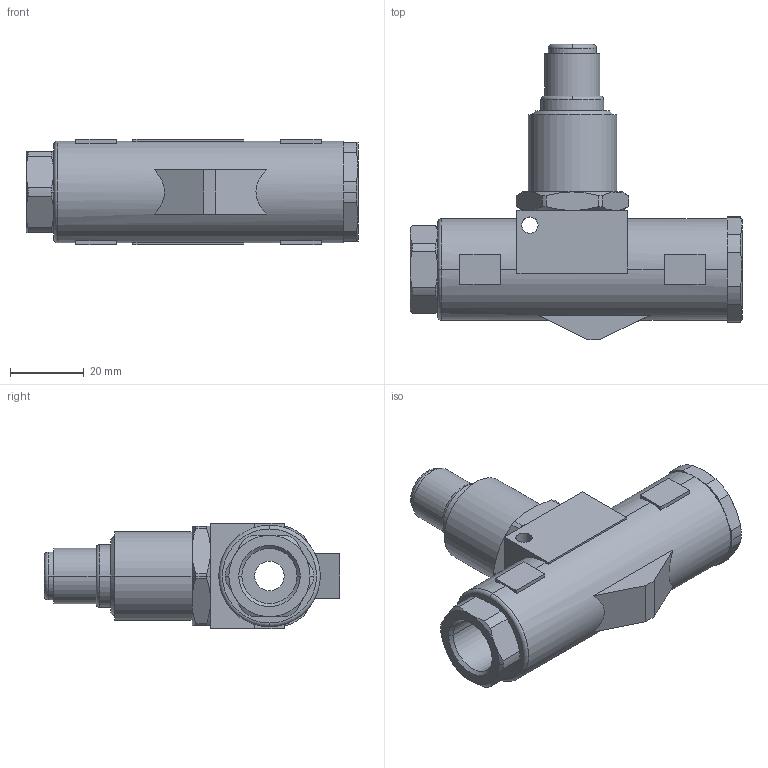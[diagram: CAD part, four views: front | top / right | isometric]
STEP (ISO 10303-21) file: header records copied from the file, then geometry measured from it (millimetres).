
FILE_DESCRIPTION(('STEP AP214'),'1');
FILE_NAME('7416_17_17.stp','2016-07-07T14:31:21',('TraceParts'),('TraceParts S.A.'),'Spatial InterOp 3D',' ',' ');
FILE_SCHEMA(('automotive_design'));
Length unit declared in the file: millimetre
Products named in the file (2): 1; 2
Bounding box: 90 x 80 x 28.5 mm (x, y, z)
Volume: 67254.4 mm3; surface area: 18984.7 mm2
Topology: 2 solids, 2 shells, 183 faces, 449 edges, 281 vertices
Faces by surface type: plane 82, cone 50, cylinder 45, torus 6
Entity records: 5500 total; most frequent: CARTESIAN_POINT 1155, DIRECTION 958, ORIENTED_EDGE 898, EDGE_CURVE 449, AXIS2_PLACEMENT_3D 384, VERTEX_POINT 281, EDGE_LOOP 198, CIRCLE 197
